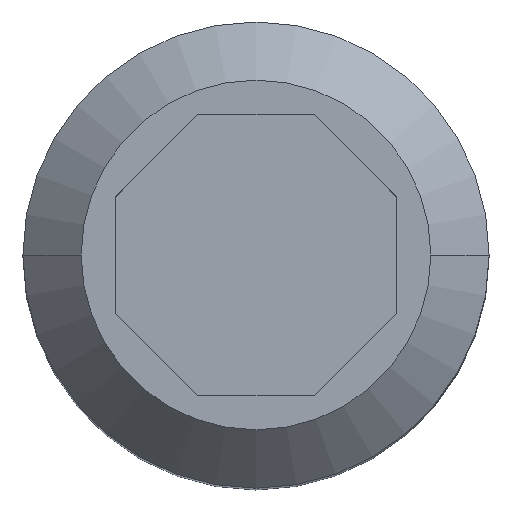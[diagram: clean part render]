
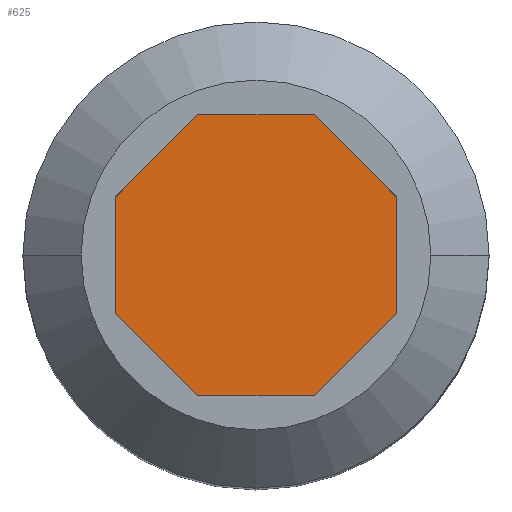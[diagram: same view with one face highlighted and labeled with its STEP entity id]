
A CAD part, top view. The second image highlights one B-rep face of the part: STEP entity #625.
In plain terms, the highlighted planar face has unit normal (0, 0, 1).
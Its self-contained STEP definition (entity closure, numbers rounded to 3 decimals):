
#424=CARTESIAN_POINT('',(1.0,-2.414,15.5));
#425=VERTEX_POINT('',#424);
#432=CARTESIAN_POINT('',(-1.0,-2.414,15.5));
#433=VERTEX_POINT('',#432);
#434=CARTESIAN_POINT('',(1.0,-2.414,15.5));
#435=DIRECTION('',(-1.0,0.0,0.0));
#436=VECTOR('',#435,2.0);
#437=LINE('',#434,#436);
#438=EDGE_CURVE('',#425,#433,#437,.T.);
#456=CARTESIAN_POINT('',(-2.414,-1.,15.5));
#457=VERTEX_POINT('',#456);
#458=CARTESIAN_POINT('',(-1.0,-2.414,15.5));
#459=DIRECTION('',(-0.707,0.707,0.0));
#460=VECTOR('',#459,2.);
#461=LINE('',#458,#460);
#462=EDGE_CURVE('',#433,#457,#461,.T.);
#480=CARTESIAN_POINT('',(-2.414,1.,15.5));
#481=VERTEX_POINT('',#480);
#482=CARTESIAN_POINT('',(-2.414,-1.,15.5));
#483=DIRECTION('',(0.0,1.0,0.0));
#484=VECTOR('',#483,2.0);
#485=LINE('',#482,#484);
#486=EDGE_CURVE('',#457,#481,#485,.T.);
#504=CARTESIAN_POINT('',(-1.0,2.414,15.5));
#505=VERTEX_POINT('',#504);
#506=CARTESIAN_POINT('',(-2.414,1.,15.5));
#507=DIRECTION('',(0.707,0.707,0.0));
#508=VECTOR('',#507,2.);
#509=LINE('',#506,#508);
#510=EDGE_CURVE('',#481,#505,#509,.T.);
#528=CARTESIAN_POINT('',(1.0,2.414,15.5));
#529=VERTEX_POINT('',#528);
#530=CARTESIAN_POINT('',(-1.0,2.414,15.5));
#531=DIRECTION('',(1.0,0.0,0.0));
#532=VECTOR('',#531,2.0);
#533=LINE('',#530,#532);
#534=EDGE_CURVE('',#505,#529,#533,.T.);
#552=CARTESIAN_POINT('',(2.414,1.,15.5));
#553=VERTEX_POINT('',#552);
#554=CARTESIAN_POINT('',(1.,2.414,15.5));
#555=DIRECTION('',(0.707,-0.707,0.0));
#556=VECTOR('',#555,2.);
#557=LINE('',#554,#556);
#558=EDGE_CURVE('',#529,#553,#557,.T.);
#576=CARTESIAN_POINT('',(2.414,-1.,15.5));
#577=VERTEX_POINT('',#576);
#578=CARTESIAN_POINT('',(2.414,1.,15.5));
#579=DIRECTION('',(0.0,-1.0,0.0));
#580=VECTOR('',#579,2.0);
#581=LINE('',#578,#580);
#582=EDGE_CURVE('',#553,#577,#581,.T.);
#600=CARTESIAN_POINT('',(2.414,-1.,15.5));
#601=DIRECTION('',(-0.707,-0.707,0.0));
#602=VECTOR('',#601,2.);
#603=LINE('',#600,#602);
#604=EDGE_CURVE('',#577,#425,#603,.T.);
#610=CARTESIAN_POINT('',(2.656,2.656,15.5));
#611=DIRECTION('',(0.0,0.0,1.0));
#612=DIRECTION('',(-1.0,0.0,0.0));
#613=AXIS2_PLACEMENT_3D('',#610,#611,#612);
#614=PLANE('',#613);
#615=ORIENTED_EDGE('',*,*,#438,.F.);
#616=ORIENTED_EDGE('',*,*,#604,.F.);
#617=ORIENTED_EDGE('',*,*,#582,.F.);
#618=ORIENTED_EDGE('',*,*,#558,.F.);
#619=ORIENTED_EDGE('',*,*,#534,.F.);
#620=ORIENTED_EDGE('',*,*,#510,.F.);
#621=ORIENTED_EDGE('',*,*,#486,.F.);
#622=ORIENTED_EDGE('',*,*,#462,.F.);
#623=EDGE_LOOP('',(#615,#616,#617,#618,#619,#620,#621,#622));
#624=FACE_OUTER_BOUND('',#623,.T.);
#625=ADVANCED_FACE('',(#624),#614,.T.);
